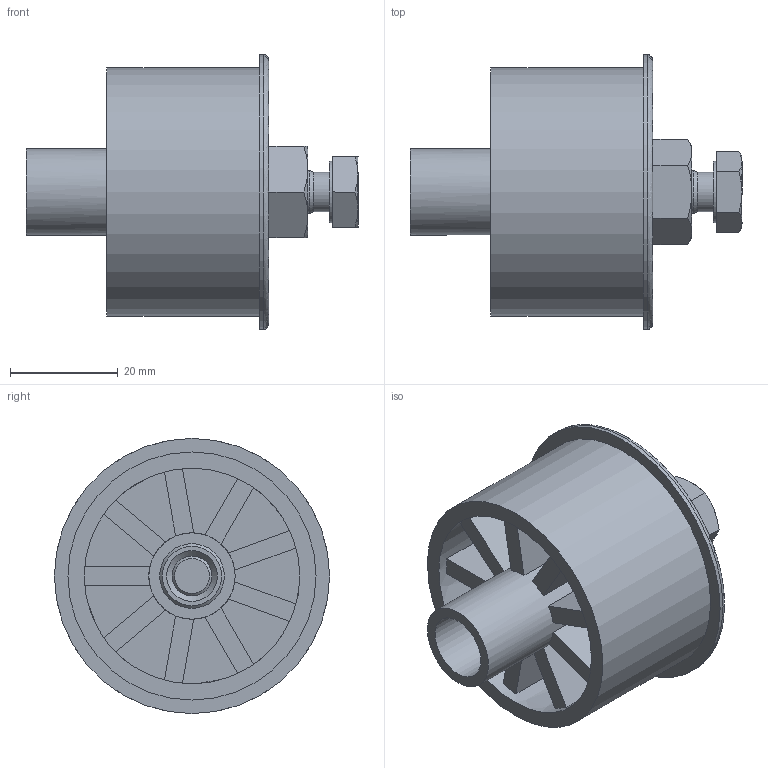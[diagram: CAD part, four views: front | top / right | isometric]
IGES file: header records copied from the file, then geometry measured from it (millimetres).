
Global section: file name: 700251.stp.ipt; native system: Autodesk Inventor 2014; preprocessor: unknown; author: zeman; date: 20151016.102014; units: millimetre
Bounding box: 61.55 x 51 x 51 mm (x, y, z)
Volume: 29943.8 mm3; surface area: 22259.4 mm2
Topology: 3 solids, 3 shells, 132 faces, 342 edges, 222 vertices
Faces by surface type: plane 96, cone 21, cylinder 8, revolution 7
Full cylindrical faces by diameter (mm): 7.323 x1, 8 x1, 11.4 x1, 12 x1, 16 x2, 46 x1, 51 x1
